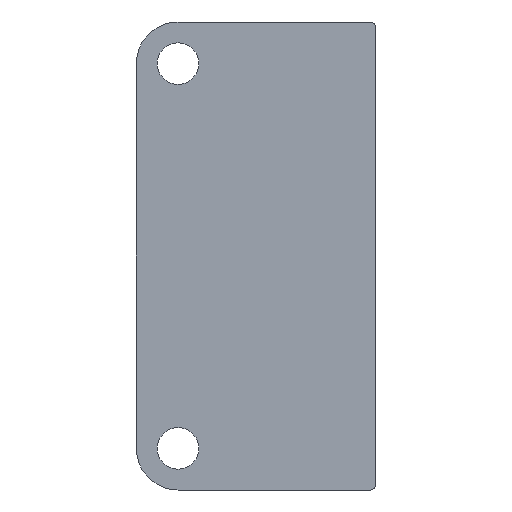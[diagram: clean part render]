
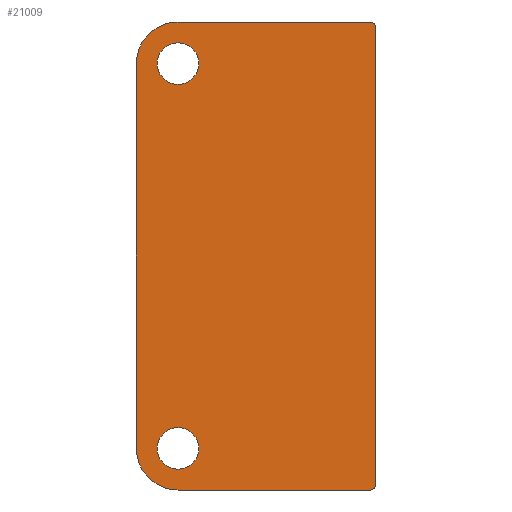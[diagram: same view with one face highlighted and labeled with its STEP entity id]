
A CAD part, left-side view. The second image highlights one B-rep face of the part: STEP entity #21009.
In plain terms, the highlighted planar face has unit normal (-1, 0, 0).
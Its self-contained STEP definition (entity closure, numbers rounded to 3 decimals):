
#354=FACE_BOUND('',#2468,.T.);
#355=FACE_BOUND('',#2469,.T.);
#451=PLANE('',#22411);
#1346=FACE_OUTER_BOUND('',#2467,.T.);
#2467=EDGE_LOOP('',(#14237,#14238,#14239,#14240,#14241,#14242,#14243,#14244));
#2468=EDGE_LOOP('',(#14245));
#2469=EDGE_LOOP('',(#14246));
#3513=LINE('',#29093,#5941);
#3523=LINE('',#29134,#5951);
#3635=LINE('',#29529,#6063);
#3636=LINE('',#29531,#6064);
#5941=VECTOR('',#23719,10.);
#5951=VECTOR('',#23755,10.);
#6063=VECTOR('',#24189,10.);
#6064=VECTOR('',#24192,10.);
#8366=CIRCLE('',#22234,0.05);
#8376=CIRCLE('',#22247,0.05);
#8445=CIRCLE('',#22402,0.2);
#8446=CIRCLE('',#22404,0.2);
#8447=CIRCLE('',#22406,0.4);
#8448=CIRCLE('',#22408,0.4);
#8740=VERTEX_POINT('',#29083);
#8741=VERTEX_POINT('',#29085);
#8743=VERTEX_POINT('',#29091);
#8759=VERTEX_POINT('',#29127);
#8760=VERTEX_POINT('',#29129);
#8761=VERTEX_POINT('',#29133);
#8880=VERTEX_POINT('',#29515);
#8881=VERTEX_POINT('',#29518);
#8882=VERTEX_POINT('',#29521);
#8883=VERTEX_POINT('',#29525);
#10783=EDGE_CURVE('',#8740,#8741,#8366,.T.);
#10787=EDGE_CURVE('',#8743,#8740,#3513,.T.);
#10805=EDGE_CURVE('',#8759,#8760,#8376,.T.);
#10807=EDGE_CURVE('',#8760,#8761,#3523,.T.);
#10985=EDGE_CURVE('',#8880,#8880,#8445,.T.);
#10986=EDGE_CURVE('',#8881,#8881,#8446,.T.);
#10987=EDGE_CURVE('',#8761,#8882,#8447,.T.);
#10990=EDGE_CURVE('',#8883,#8743,#8448,.T.);
#10991=EDGE_CURVE('',#8882,#8883,#3635,.T.);
#10992=EDGE_CURVE('',#8741,#8759,#3636,.T.);
#14237=ORIENTED_EDGE('',*,*,#10783,.F.);
#14238=ORIENTED_EDGE('',*,*,#10787,.F.);
#14239=ORIENTED_EDGE('',*,*,#10990,.F.);
#14240=ORIENTED_EDGE('',*,*,#10991,.F.);
#14241=ORIENTED_EDGE('',*,*,#10987,.F.);
#14242=ORIENTED_EDGE('',*,*,#10807,.F.);
#14243=ORIENTED_EDGE('',*,*,#10805,.F.);
#14244=ORIENTED_EDGE('',*,*,#10992,.F.);
#14245=ORIENTED_EDGE('',*,*,#10985,.T.);
#14246=ORIENTED_EDGE('',*,*,#10986,.T.);
#21009=ADVANCED_FACE('',(#1346,#354,#355),#451,.F.);
#22234=AXIS2_PLACEMENT_3D('',#29086,#23712,#23713);
#22247=AXIS2_PLACEMENT_3D('',#29130,#23750,#23751);
#22402=AXIS2_PLACEMENT_3D('',#29516,#24171,#24172);
#22404=AXIS2_PLACEMENT_3D('',#29519,#24175,#24176);
#22406=AXIS2_PLACEMENT_3D('',#29522,#24179,#24180);
#22408=AXIS2_PLACEMENT_3D('',#29527,#24185,#24186);
#22411=AXIS2_PLACEMENT_3D('',#29532,#24193,#24194);
#23712=DIRECTION('center_axis',(1.,0.,0.));
#23713=DIRECTION('ref_axis',(0.,-0.707,0.707));
#23719=DIRECTION('',(0.,-1.,0.));
#23750=DIRECTION('center_axis',(1.,0.,0.));
#23751=DIRECTION('ref_axis',(0.,-0.707,-0.707));
#23755=DIRECTION('',(0.,1.,0.));
#24171=DIRECTION('center_axis',(1.,0.,0.));
#24172=DIRECTION('ref_axis',(0.,0.,1.));
#24175=DIRECTION('center_axis',(1.,0.,0.));
#24176=DIRECTION('ref_axis',(0.,0.,1.));
#24179=DIRECTION('center_axis',(1.,0.,0.));
#24180=DIRECTION('ref_axis',(0.,0.707,-0.707));
#24185=DIRECTION('center_axis',(1.,0.,0.));
#24186=DIRECTION('ref_axis',(0.,0.707,0.707));
#24189=DIRECTION('',(0.,0.,1.));
#24192=DIRECTION('',(0.,0.,-1.));
#24193=DIRECTION('center_axis',(1.,0.,0.));
#24194=DIRECTION('ref_axis',(0.,0.,-1.));
#29083=CARTESIAN_POINT('',(0.,-1.1,2.25));
#29085=CARTESIAN_POINT('',(0.,-1.15,2.2));
#29086=CARTESIAN_POINT('Origin',(0.,-1.1,2.2));
#29091=CARTESIAN_POINT('',(0.,0.75,2.25));
#29093=CARTESIAN_POINT('',(0.,1.15,2.25));
#29127=CARTESIAN_POINT('',(0.,-1.15,-2.2));
#29129=CARTESIAN_POINT('',(0.,-1.1,-2.25));
#29130=CARTESIAN_POINT('Origin',(0.,-1.1,-2.2));
#29133=CARTESIAN_POINT('',(0.,0.75,-2.25));
#29134=CARTESIAN_POINT('',(0.,-1.15,-2.25));
#29515=CARTESIAN_POINT('',(0.,0.75,-2.05));
#29516=CARTESIAN_POINT('Origin',(0.,0.75,-1.85));
#29518=CARTESIAN_POINT('',(0.,0.75,1.65));
#29519=CARTESIAN_POINT('Origin',(0.,0.75,1.85));
#29521=CARTESIAN_POINT('',(0.,1.15,-1.85));
#29522=CARTESIAN_POINT('Origin',(0.,0.75,-1.85));
#29525=CARTESIAN_POINT('',(0.,1.15,1.85));
#29527=CARTESIAN_POINT('Origin',(0.,0.75,1.85));
#29529=CARTESIAN_POINT('',(0.,1.15,-2.25));
#29531=CARTESIAN_POINT('',(0.,-1.15,2.25));
#29532=CARTESIAN_POINT('Origin',(0.,0.,0.));
